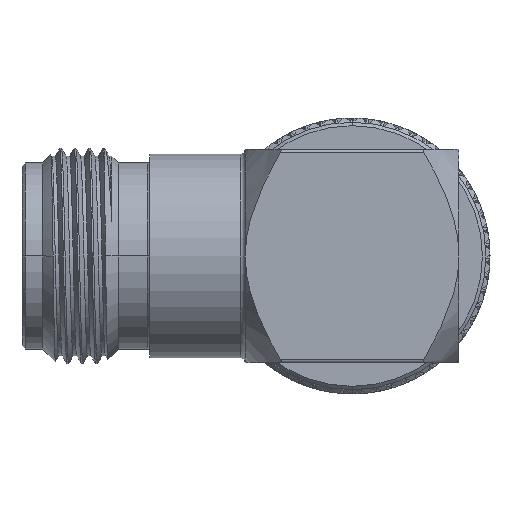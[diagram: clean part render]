
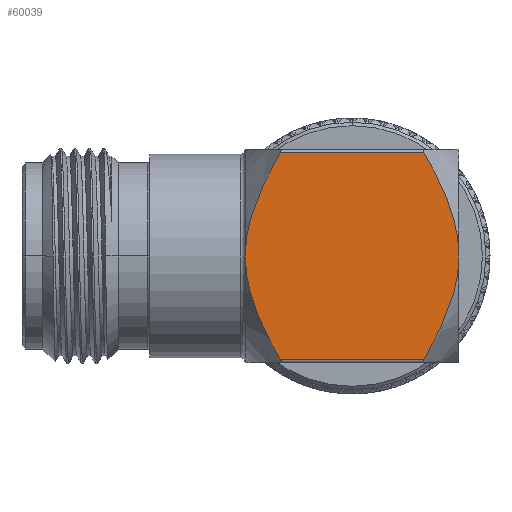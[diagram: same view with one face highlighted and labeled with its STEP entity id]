
A CAD part, left-side view. The second image highlights one B-rep face of the part: STEP entity #60039.
In plain terms, the highlighted planar face has unit normal (-1, 0, 0).
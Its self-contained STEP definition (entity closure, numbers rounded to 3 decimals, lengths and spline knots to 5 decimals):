
#192 = CARTESIAN_POINT ( 'NONE',  ( -0.31, 0.29605, 0.10601 ) ) ;
#1459 = VECTOR ( 'NONE', #60944, 39.37008 ) ;
#1887 = AXIS2_PLACEMENT_3D ( 'NONE', #70379, #94731, #86888 ) ;
#6282 = CARTESIAN_POINT ( 'NONE',  ( -0.31, 0.26939, -0.18122 ) ) ;
#6663 = CARTESIAN_POINT ( 'NONE',  ( -0.31, 0.26937, 0.18128 ) ) ;
#9148 = CARTESIAN_POINT ( 'NONE',  ( -0.31, -0.20225, -0.3 ) ) ;
#12097 = DIRECTION ( 'NONE',  ( 0., 1., 0. ) ) ;
#12240 = CARTESIAN_POINT ( 'NONE',  ( -0.31, -0.29605, 0.10601 ) ) ;
#14731 = CARTESIAN_POINT ( 'NONE',  ( -0.31, 0.22159, 0.27695 ) ) ;
#16568 = CARTESIAN_POINT ( 'NONE',  ( -0.31, -0.2882, -0.13144 ) ) ;
#19371 = B_SPLINE_CURVE_WITH_KNOTS ( 'NONE', 3,
 ( #58343, #94388, #49610, #79684, #6282, #34695, #64827, #72580, #57083, #87186, #64513, #94711 ),
 .UNSPECIFIED., .F., .F.,
 ( 4, 2, 2, 2, 2, 4 ),
 ( 0.00919, 0.01122, 0.01325, 0.01528, 0.0163, 0.01731 ),
 .UNSPECIFIED. ) ;
#21030 = B_SPLINE_CURVE_WITH_KNOTS ( 'NONE', 3,
 ( #81666, #59361, #43540, #192, #29586, #6663, #37319, #73600, #14731, #51938 ),
 .UNSPECIFIED., .F., .F.,
 ( 4, 2, 2, 2, 4 ),
 ( 0.01731, 0.01934, 0.02137, 0.0234, 0.02543 ),
 .UNSPECIFIED. ) ;
#24000 = CARTESIAN_POINT ( 'NONE',  ( -0.31, -0.26939, -0.18122 ) ) ;
#24364 = EDGE_CURVE ( 'NONE', #78834, #37858, #82119, .T. ) ;
#24628 = CARTESIAN_POINT ( 'NONE',  ( -0.31, -0.23447, -0.25354 ) ) ;
#25710 = PLANE ( 'NONE',  #1887 ) ;
#26795 = CARTESIAN_POINT ( 'NONE',  ( -0.31, -0.31, 0.0266 ) ) ;
#27111 = CARTESIAN_POINT ( 'NONE',  ( -0.31, -0.20814, 0.3 ) ) ;
#27423 = CARTESIAN_POINT ( 'NONE',  ( -0.31, -0.23453, 0.25341 ) ) ;
#29586 = CARTESIAN_POINT ( 'NONE',  ( -0.31, 0.28818, 0.1315 ) ) ;
#31022 = FACE_OUTER_BOUND ( 'NONE', #47787, .T. ) ;
#31442 = CARTESIAN_POINT ( 'NONE',  ( -0.31, -0.22158, -0.27696 ) ) ;
#34695 = CARTESIAN_POINT ( 'NONE',  ( -0.31, 0.2882, -0.13144 ) ) ;
#35758 = CARTESIAN_POINT ( 'NONE',  ( -0.31, -0.20814, -0.3 ) ) ;
#36091 = ORIENTED_EDGE ( 'NONE', *, *, #24364, .F. ) ;
#37319 = CARTESIAN_POINT ( 'NONE',  ( -0.31, 0.25842, 0.20558 ) ) ;
#37858 = VERTEX_POINT ( 'NONE', #63154 ) ;
#38565 = CARTESIAN_POINT ( 'NONE',  ( -0.31, -0.30928, -0.0266 ) ) ;
#38866 = CARTESIAN_POINT ( 'NONE',  ( -0.31, -0.30642, -0.05325 ) ) ;
#39500 = CARTESIAN_POINT ( 'NONE',  ( -0.31, -0.29604, -0.10601 ) ) ;
#40241 = CARTESIAN_POINT ( 'NONE',  ( -0.31, 0.20814, 0.3 ) ) ;
#42310 = CARTESIAN_POINT ( 'NONE',  ( -0.31, -0.28818, 0.1315 ) ) ;
#42633 = CARTESIAN_POINT ( 'NONE',  ( -0.31, -0.30707, 0.05321 ) ) ;
#43540 = CARTESIAN_POINT ( 'NONE',  ( -0.31, 0.30707, 0.05321 ) ) ;
#45808 = CARTESIAN_POINT ( 'NONE',  ( -0.31, -0.20814, 0.3 ) ) ;
#47357 = ORIENTED_EDGE ( 'NONE', *, *, #91630, .F. ) ;
#47787 = EDGE_LOOP ( 'NONE', ( #73061, #61269, #49390, #36091, #79466, #47357 ) ) ;
#49390 = ORIENTED_EDGE ( 'NONE', *, *, #86571, .F. ) ;
#49610 = CARTESIAN_POINT ( 'NONE',  ( -0.31, 0.23447, -0.25354 ) ) ;
#51334 = CARTESIAN_POINT ( 'NONE',  ( -0.31, 0.31, 0. ) ) ;
#51938 = CARTESIAN_POINT ( 'NONE',  ( -0.31, 0.20814, 0.3 ) ) ;
#55235 = VERTEX_POINT ( 'NONE', #51334 ) ;
#56069 = EDGE_CURVE ( 'NONE', #94889, #55235, #19371, .T. ) ;
#57083 = CARTESIAN_POINT ( 'NONE',  ( -0.31, 0.30642, -0.05325 ) ) ;
#58343 = CARTESIAN_POINT ( 'NONE',  ( -0.31, 0.20814, -0.3 ) ) ;
#59361 = CARTESIAN_POINT ( 'NONE',  ( -0.31, 0.31, 0.0266 ) ) ;
#60039 = ADVANCED_FACE ( 'NONE', ( #31022 ), #25710, .F. ) ;
#60914 = CARTESIAN_POINT ( 'NONE',  ( -0.31, -0.31, -0.01329 ) ) ;
#60944 = DIRECTION ( 'NONE',  ( 0., -1., 0. ) ) ;
#61230 = CARTESIAN_POINT ( 'NONE',  ( -0.31, -0.31, 0. ) ) ;
#61269 = ORIENTED_EDGE ( 'NONE', *, *, #79997, .T. ) ;
#63154 = CARTESIAN_POINT ( 'NONE',  ( -0.31, -0.31, 0. ) ) ;
#63852 = CARTESIAN_POINT ( 'NONE',  ( -0.31, -0.31, 0.3 ) ) ;
#64395 = VECTOR ( 'NONE', #12097, 39.37008 ) ;
#64513 = CARTESIAN_POINT ( 'NONE',  ( -0.31, 0.31, -0.01329 ) ) ;
#64827 = CARTESIAN_POINT ( 'NONE',  ( -0.31, 0.29604, -0.10601 ) ) ;
#68745 = CARTESIAN_POINT ( 'NONE',  ( -0.31, 0.20814, -0.3 ) ) ;
#70379 = CARTESIAN_POINT ( 'NONE',  ( -0.31, -0.31, 0.31 ) ) ;
#72580 = CARTESIAN_POINT ( 'NONE',  ( -0.31, 0.30427, -0.06664 ) ) ;
#73061 = ORIENTED_EDGE ( 'NONE', *, *, #56069, .F. ) ;
#73600 = CARTESIAN_POINT ( 'NONE',  ( -0.31, 0.23453, 0.25341 ) ) ;
#75762 = CARTESIAN_POINT ( 'NONE',  ( -0.31, -0.25843, -0.20556 ) ) ;
#78225 = CARTESIAN_POINT ( 'NONE',  ( -0.31, -0.22159, 0.27695 ) ) ;
#78834 = VERTEX_POINT ( 'NONE', #45808 ) ;
#78923 = LINE ( 'NONE', #9148, #1459 ) ;
#79466 = ORIENTED_EDGE ( 'NONE', *, *, #89311, .T. ) ;
#79684 = CARTESIAN_POINT ( 'NONE',  ( -0.31, 0.25843, -0.20556 ) ) ;
#79997 = EDGE_CURVE ( 'NONE', #94889, #95363, #78923, .T. ) ;
#81490 = VERTEX_POINT ( 'NONE', #40241 ) ;
#81666 = CARTESIAN_POINT ( 'NONE',  ( -0.31, 0.31, 0. ) ) ;
#82119 = B_SPLINE_CURVE_WITH_KNOTS ( 'NONE', 3,
 ( #27111, #78225, #27423, #86982, #86673, #42310, #12240, #42633, #26795, #86020 ),
 .UNSPECIFIED., .F., .F.,
 ( 4, 2, 2, 2, 4 ),
 ( 0.021, 0.02303, 0.02505, 0.02708, 0.0291 ),
 .UNSPECIFIED. ) ;
#83231 = CARTESIAN_POINT ( 'NONE',  ( -0.31, -0.20814, -0.3 ) ) ;
#86020 = CARTESIAN_POINT ( 'NONE',  ( -0.31, -0.31, 0. ) ) ;
#86441 = LINE ( 'NONE', #63852, #64395 ) ;
#86571 = EDGE_CURVE ( 'NONE', #37858, #95363, #91054, .T. ) ;
#86673 = CARTESIAN_POINT ( 'NONE',  ( -0.31, -0.26937, 0.18128 ) ) ;
#86888 = DIRECTION ( 'NONE',  ( 0., 0., -1. ) ) ;
#86982 = CARTESIAN_POINT ( 'NONE',  ( -0.31, -0.25842, 0.20558 ) ) ;
#87186 = CARTESIAN_POINT ( 'NONE',  ( -0.31, 0.30928, -0.0266 ) ) ;
#89311 = EDGE_CURVE ( 'NONE', #78834, #81490, #86441, .T. ) ;
#90420 = CARTESIAN_POINT ( 'NONE',  ( -0.31, -0.30427, -0.06664 ) ) ;
#91054 = B_SPLINE_CURVE_WITH_KNOTS ( 'NONE', 3,
 ( #61230, #60914, #38565, #38866, #90420, #39500, #16568, #24000, #75762, #24628, #31442, #83231 ),
 .UNSPECIFIED., .F., .F.,
 ( 4, 2, 2, 2, 2, 4 ),
 ( 0.0291, 0.03011, 0.03112, 0.03315, 0.03517, 0.03719 ),
 .UNSPECIFIED. ) ;
#91630 = EDGE_CURVE ( 'NONE', #55235, #81490, #21030, .T. ) ;
#94388 = CARTESIAN_POINT ( 'NONE',  ( -0.31, 0.22158, -0.27696 ) ) ;
#94711 = CARTESIAN_POINT ( 'NONE',  ( -0.31, 0.31, 0. ) ) ;
#94731 = DIRECTION ( 'NONE',  ( 1., 0., 0. ) ) ;
#94889 = VERTEX_POINT ( 'NONE', #68745 ) ;
#95363 = VERTEX_POINT ( 'NONE', #35758 ) ;
